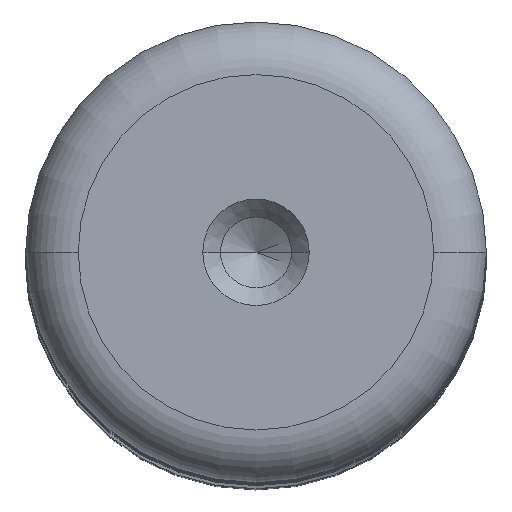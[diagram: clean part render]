
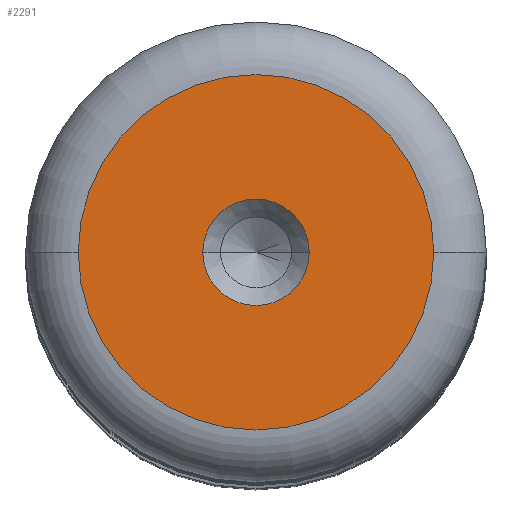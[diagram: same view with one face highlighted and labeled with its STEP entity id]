
A CAD part, top view. The second image highlights one B-rep face of the part: STEP entity #2291.
In plain terms, the highlighted planar face has unit normal (0, 0, 1).
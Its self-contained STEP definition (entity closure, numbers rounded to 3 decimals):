
#6 = CIRCLE ( 'NONE', #476, 5.011 ) ;
#107 = VERTEX_POINT ( 'NONE', #937 ) ;
#209 = EDGE_CURVE ( 'NONE', #107, #2182, #2228, .T. ) ;
#237 = DIRECTION ( 'NONE',  ( 0., 0., 1. ) ) ;
#347 = AXIS2_PLACEMENT_3D ( 'NONE', #1891, #548, #1901 ) ;
#476 = AXIS2_PLACEMENT_3D ( 'NONE', #843, #2210, #1044 ) ;
#499 = DIRECTION ( 'NONE',  ( 0., 0., 1. ) ) ;
#514 = FACE_OUTER_BOUND ( 'NONE', #2250, .T. ) ;
#543 = CIRCLE ( 'NONE', #2289, 1.5 ) ;
#548 = DIRECTION ( 'NONE',  ( 0., 0., 1. ) ) ;
#647 = CARTESIAN_POINT ( 'NONE',  ( 0., 0., 110. ) ) ;
#684 = ORIENTED_EDGE ( 'NONE', *, *, #2208, .T. ) ;
#836 = DIRECTION ( 'NONE',  ( 1., 0., 0. ) ) ;
#843 = CARTESIAN_POINT ( 'NONE',  ( 0., 0., 110. ) ) ;
#937 = CARTESIAN_POINT ( 'NONE',  ( -1.5, 0., 110. ) ) ;
#975 = CARTESIAN_POINT ( 'NONE',  ( 1.5, 0., 110. ) ) ;
#1034 = FACE_BOUND ( 'NONE', #1184, .T. ) ;
#1044 = DIRECTION ( 'NONE',  ( 1., 0., 0. ) ) ;
#1109 = CARTESIAN_POINT ( 'NONE',  ( -5.011, 0., 110. ) ) ;
#1184 = EDGE_LOOP ( 'NONE', ( #1219, #1589 ) ) ;
#1219 = ORIENTED_EDGE ( 'NONE', *, *, #2477, .F. ) ;
#1267 = EDGE_CURVE ( 'NONE', #1735, #1351, #6, .T. ) ;
#1335 = CIRCLE ( 'NONE', #1678, 5.011 ) ;
#1351 = VERTEX_POINT ( 'NONE', #2066 ) ;
#1387 = CARTESIAN_POINT ( 'NONE',  ( 0., 0., 110. ) ) ;
#1575 = DIRECTION ( 'NONE',  ( 1., 0., 0. ) ) ;
#1589 = ORIENTED_EDGE ( 'NONE', *, *, #209, .F. ) ;
#1678 = AXIS2_PLACEMENT_3D ( 'NONE', #1387, #237, #1575 ) ;
#1695 = PLANE ( 'NONE',  #347 ) ;
#1735 = VERTEX_POINT ( 'NONE', #1109 ) ;
#1891 = CARTESIAN_POINT ( 'NONE',  ( 0., 0., 110. ) ) ;
#1901 = DIRECTION ( 'NONE',  ( 1., 0., 0. ) ) ;
#1975 = AXIS2_PLACEMENT_3D ( 'NONE', #2421, #499, #2285 ) ;
#1998 = DIRECTION ( 'NONE',  ( 0., 0., 1. ) ) ;
#2066 = CARTESIAN_POINT ( 'NONE',  ( 5.011, 0., 110. ) ) ;
#2182 = VERTEX_POINT ( 'NONE', #975 ) ;
#2208 = EDGE_CURVE ( 'NONE', #1351, #1735, #1335, .T. ) ;
#2210 = DIRECTION ( 'NONE',  ( 0., 0., 1. ) ) ;
#2219 = ORIENTED_EDGE ( 'NONE', *, *, #1267, .T. ) ;
#2228 = CIRCLE ( 'NONE', #1975, 1.5 ) ;
#2250 = EDGE_LOOP ( 'NONE', ( #684, #2219 ) ) ;
#2285 = DIRECTION ( 'NONE',  ( 1., 0., 0. ) ) ;
#2289 = AXIS2_PLACEMENT_3D ( 'NONE', #647, #1998, #836 ) ;
#2291 = ADVANCED_FACE ( 'NONE', ( #1034, #514 ), #1695, .T. ) ;
#2421 = CARTESIAN_POINT ( 'NONE',  ( 0., 0., 110. ) ) ;
#2477 = EDGE_CURVE ( 'NONE', #2182, #107, #543, .T. ) ;
